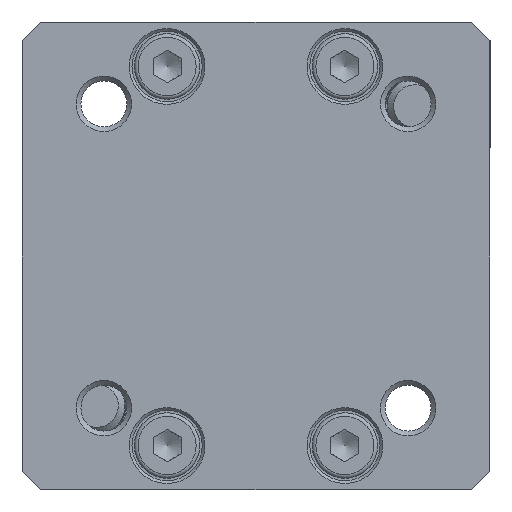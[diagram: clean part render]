
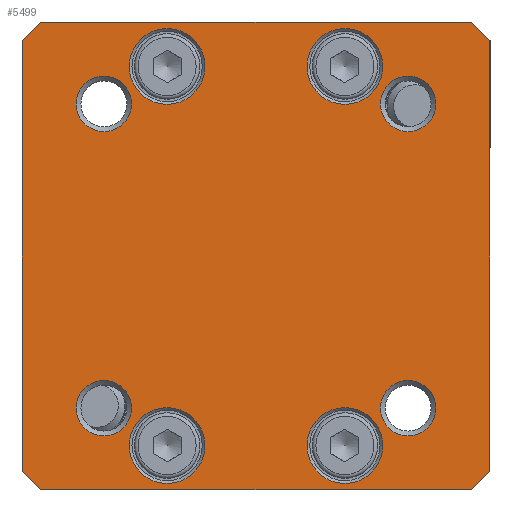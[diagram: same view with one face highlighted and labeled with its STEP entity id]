
A CAD part, front view. The second image highlights one B-rep face of the part: STEP entity #5499.
In plain terms, the highlighted planar face has unit normal (0, -1, 0).
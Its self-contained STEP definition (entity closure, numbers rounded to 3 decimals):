
#5340=CARTESIAN_POINT('',(0.,-7.5,0.));
#5341=DIRECTION('',(0.0,1.0,0.0));
#5342=DIRECTION('',(0.0,0.0,1.0));
#5343=AXIS2_PLACEMENT_3D('',#5340,#5341,#5342);
#5344=PLANE('',#5343);
#5345=CARTESIAN_POINT('',(-23.,-7.5,25.));
#5346=VERTEX_POINT('',#5345);
#5347=CARTESIAN_POINT('',(23.,-7.5,25.0));
#5348=VERTEX_POINT('',#5347);
#5349=CARTESIAN_POINT('',(-23.,-7.5,25.));
#5350=DIRECTION('',(1.0,0.0,0.0));
#5351=VECTOR('',#5350,46.);
#5352=LINE('',#5349,#5351);
#5353=EDGE_CURVE('',#5346,#5348,#5352,.T.);
#5354=ORIENTED_EDGE('',*,*,#5353,.F.);
#5355=CARTESIAN_POINT('',(-25.0,-7.5,23.));
#5356=VERTEX_POINT('',#5355);
#5357=CARTESIAN_POINT('',(-25.0,-7.5,23.));
#5358=DIRECTION('',(0.707,0.0,0.707));
#5359=VECTOR('',#5358,2.828);
#5360=LINE('',#5357,#5359);
#5361=EDGE_CURVE('',#5356,#5346,#5360,.T.);
#5362=ORIENTED_EDGE('',*,*,#5361,.F.);
#5363=CARTESIAN_POINT('',(-25.0,-7.5,-23.));
#5364=VERTEX_POINT('',#5363);
#5365=CARTESIAN_POINT('',(-25.0,-7.5,-23.));
#5366=DIRECTION('',(0.0,0.0,1.0));
#5367=VECTOR('',#5366,46.);
#5368=LINE('',#5365,#5367);
#5369=EDGE_CURVE('',#5364,#5356,#5368,.T.);
#5370=ORIENTED_EDGE('',*,*,#5369,.F.);
#5371=CARTESIAN_POINT('',(-23.,-7.5,-25.));
#5372=VERTEX_POINT('',#5371);
#5373=CARTESIAN_POINT('',(-23.,-7.5,-25.));
#5374=DIRECTION('',(-0.707,0.0,0.707));
#5375=VECTOR('',#5374,2.828);
#5376=LINE('',#5373,#5375);
#5377=EDGE_CURVE('',#5372,#5364,#5376,.T.);
#5378=ORIENTED_EDGE('',*,*,#5377,.F.);
#5379=CARTESIAN_POINT('',(23.,-7.5,-25.0));
#5380=VERTEX_POINT('',#5379);
#5381=CARTESIAN_POINT('',(23.,-7.5,-25.));
#5382=DIRECTION('',(-1.0,0.0,0.0));
#5383=VECTOR('',#5382,46.);
#5384=LINE('',#5381,#5383);
#5385=EDGE_CURVE('',#5380,#5372,#5384,.T.);
#5386=ORIENTED_EDGE('',*,*,#5385,.F.);
#5387=CARTESIAN_POINT('',(25.0,-7.5,-23.));
#5388=VERTEX_POINT('',#5387);
#5389=CARTESIAN_POINT('',(25.,-7.5,-23.0));
#5390=DIRECTION('',(-0.707,0.0,-0.707));
#5391=VECTOR('',#5390,2.828);
#5392=LINE('',#5389,#5391);
#5393=EDGE_CURVE('',#5388,#5380,#5392,.T.);
#5394=ORIENTED_EDGE('',*,*,#5393,.F.);
#5395=CARTESIAN_POINT('',(25.0,-7.5,23.));
#5396=VERTEX_POINT('',#5395);
#5397=CARTESIAN_POINT('',(25.0,-7.5,23.));
#5398=DIRECTION('',(0.0,0.0,-1.0));
#5399=VECTOR('',#5398,46.);
#5400=LINE('',#5397,#5399);
#5401=EDGE_CURVE('',#5396,#5388,#5400,.T.);
#5402=ORIENTED_EDGE('',*,*,#5401,.F.);
#5403=CARTESIAN_POINT('',(23.,-7.5,25.0));
#5404=DIRECTION('',(0.707,0.0,-0.707));
#5405=VECTOR('',#5404,2.828);
#5406=LINE('',#5403,#5405);
#5407=EDGE_CURVE('',#5348,#5396,#5406,.T.);
#5408=ORIENTED_EDGE('',*,*,#5407,.F.);
#5409=EDGE_LOOP('',(#5354,#5362,#5370,#5378,#5386,#5394,#5402,#5408));
#5410=FACE_OUTER_BOUND('',#5409,.T.);
#5411=CARTESIAN_POINT('',(-13.292,-7.5,16.25));
#5412=VERTEX_POINT('',#5411);
#5413=CARTESIAN_POINT('',(-16.25,-7.5,16.25));
#5414=DIRECTION('',(0.0,-1.0,0.0));
#5415=DIRECTION('',(-1.0,0.0,0.0));
#5416=AXIS2_PLACEMENT_3D('',#5413,#5414,#5415);
#5417=CIRCLE('',#5416,2.959);
#5418=EDGE_CURVE('',#5412,#5412,#5417,.T.);
#5419=ORIENTED_EDGE('',*,*,#5418,.F.);
#5420=EDGE_LOOP('',(#5419));
#5421=FACE_BOUND('',#5420,.T.);
#5422=CARTESIAN_POINT('',(19.208,-7.5,-16.25));
#5423=VERTEX_POINT('',#5422);
#5424=CARTESIAN_POINT('',(16.25,-7.5,-16.25));
#5425=DIRECTION('',(0.0,-1.0,0.0));
#5426=DIRECTION('',(-1.0,0.0,0.0));
#5427=AXIS2_PLACEMENT_3D('',#5424,#5425,#5426);
#5428=CIRCLE('',#5427,2.959);
#5429=EDGE_CURVE('',#5423,#5423,#5428,.T.);
#5430=ORIENTED_EDGE('',*,*,#5429,.F.);
#5431=EDGE_LOOP('',(#5430));
#5432=FACE_BOUND('',#5431,.T.);
#5433=CARTESIAN_POINT('',(13.55,-7.5,-20.25));
#5434=VERTEX_POINT('',#5433);
#5435=CARTESIAN_POINT('',(9.5,-7.5,-20.25));
#5436=DIRECTION('',(0.0,-1.0,0.0));
#5437=DIRECTION('',(-1.0,0.0,0.0));
#5438=AXIS2_PLACEMENT_3D('',#5435,#5436,#5437);
#5439=CIRCLE('',#5438,4.05);
#5440=EDGE_CURVE('',#5434,#5434,#5439,.T.);
#5441=ORIENTED_EDGE('',*,*,#5440,.F.);
#5442=EDGE_LOOP('',(#5441));
#5443=FACE_BOUND('',#5442,.T.);
#5444=CARTESIAN_POINT('',(-5.45,-7.5,20.25));
#5445=VERTEX_POINT('',#5444);
#5446=CARTESIAN_POINT('',(-9.5,-7.5,20.25));
#5447=DIRECTION('',(0.0,-1.0,0.0));
#5448=DIRECTION('',(-1.0,0.0,0.0));
#5449=AXIS2_PLACEMENT_3D('',#5446,#5447,#5448);
#5450=CIRCLE('',#5449,4.05);
#5451=EDGE_CURVE('',#5445,#5445,#5450,.T.);
#5452=ORIENTED_EDGE('',*,*,#5451,.F.);
#5453=EDGE_LOOP('',(#5452));
#5454=FACE_BOUND('',#5453,.T.);
#5455=CARTESIAN_POINT('',(13.55,-7.5,20.25));
#5456=VERTEX_POINT('',#5455);
#5457=CARTESIAN_POINT('',(9.5,-7.5,20.25));
#5458=DIRECTION('',(0.0,-1.0,0.0));
#5459=DIRECTION('',(-1.0,0.0,0.0));
#5460=AXIS2_PLACEMENT_3D('',#5457,#5458,#5459);
#5461=CIRCLE('',#5460,4.05);
#5462=EDGE_CURVE('',#5456,#5456,#5461,.T.);
#5463=ORIENTED_EDGE('',*,*,#5462,.F.);
#5464=EDGE_LOOP('',(#5463));
#5465=FACE_BOUND('',#5464,.T.);
#5466=CARTESIAN_POINT('',(-5.45,-7.5,-20.25));
#5467=VERTEX_POINT('',#5466);
#5468=CARTESIAN_POINT('',(-9.5,-7.5,-20.25));
#5469=DIRECTION('',(0.0,-1.0,0.0));
#5470=DIRECTION('',(-1.0,0.0,0.0));
#5471=AXIS2_PLACEMENT_3D('',#5468,#5469,#5470);
#5472=CIRCLE('',#5471,4.05);
#5473=EDGE_CURVE('',#5467,#5467,#5472,.T.);
#5474=ORIENTED_EDGE('',*,*,#5473,.F.);
#5475=EDGE_LOOP('',(#5474));
#5476=FACE_BOUND('',#5475,.T.);
#5477=CARTESIAN_POINT('',(-13.292,-7.5,-16.25));
#5478=VERTEX_POINT('',#5477);
#5479=CARTESIAN_POINT('',(-16.25,-7.5,-16.25));
#5480=DIRECTION('',(0.0,-1.0,0.0));
#5481=DIRECTION('',(-1.0,0.0,0.0));
#5482=AXIS2_PLACEMENT_3D('',#5479,#5480,#5481);
#5483=CIRCLE('',#5482,2.959);
#5484=EDGE_CURVE('',#5478,#5478,#5483,.T.);
#5485=ORIENTED_EDGE('',*,*,#5484,.F.);
#5486=EDGE_LOOP('',(#5485));
#5487=FACE_BOUND('',#5486,.T.);
#5488=CARTESIAN_POINT('',(19.208,-7.5,16.25));
#5489=VERTEX_POINT('',#5488);
#5490=CARTESIAN_POINT('',(16.25,-7.5,16.25));
#5491=DIRECTION('',(0.0,-1.0,0.0));
#5492=DIRECTION('',(-1.0,0.0,0.0));
#5493=AXIS2_PLACEMENT_3D('',#5490,#5491,#5492);
#5494=CIRCLE('',#5493,2.959);
#5495=EDGE_CURVE('',#5489,#5489,#5494,.T.);
#5496=ORIENTED_EDGE('',*,*,#5495,.F.);
#5497=EDGE_LOOP('',(#5496));
#5498=FACE_BOUND('',#5497,.T.);
#5499=ADVANCED_FACE('',(#5410,#5421,#5432,#5443,#5454,#5465,#5476,#5487,#5498),#5344,.F.);
